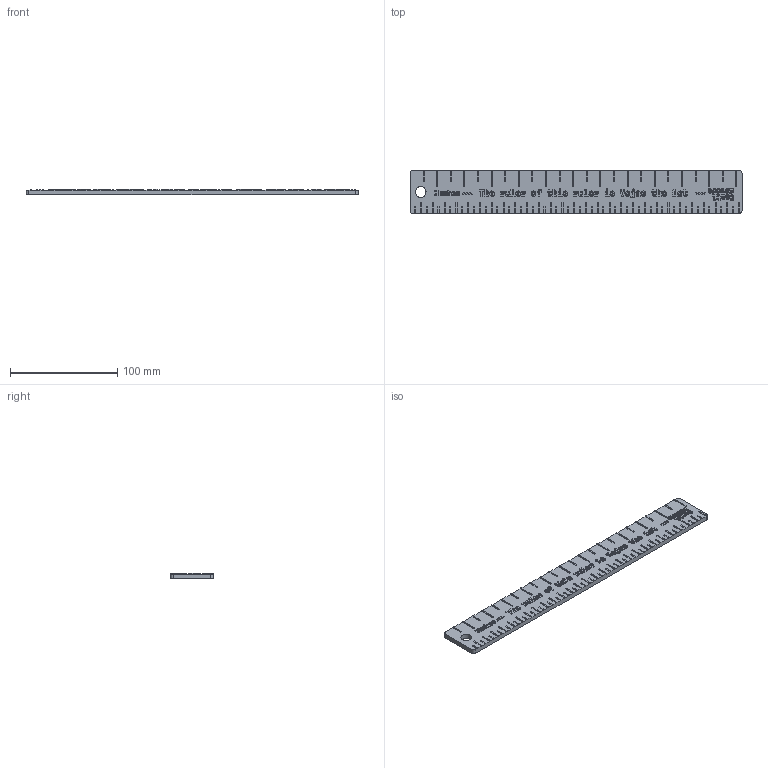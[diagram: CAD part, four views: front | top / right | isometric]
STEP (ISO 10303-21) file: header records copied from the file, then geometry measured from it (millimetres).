
FILE_DESCRIPTION(('HOOPS Exchange Step'),'2;1');
FILE_NAME('temp_export','2025-12-18T22:56:50+01:00',('vejas2'),('Shapr3D Limited'),'HOOPS Exchange 2025.7','Shapr3D','Authorized');
FILE_SCHEMA( ('AP242_MANAGED_MODEL_BASED_3D_ENGINEERING_MIM_LF {1 0 10303 442 1 1 4}') );
Length unit declared in the file: millimetre
Products named in the file (1): root
Bounding box: 310 x 40 x 5.5 mm (x, y, z)
Volume: 56113.1 mm3; surface area: 30594.8 mm2
Topology: 56 solids, 56 shells, 991 faces, 2639 edges, 1760 vertices
Faces by surface type: plane 865, bspline 121, cylinder 5
Full cylindrical faces by diameter (mm): 10 x1
Entity records: 34852 total; most frequent: CARTESIAN_POINT 10900, ORIENTED_EDGE 5278, DIRECTION 4154, EDGE_CURVE 2639, VECTOR 2384, LINE 2384, VERTEX_POINT 1760, EDGE_LOOP 1015
